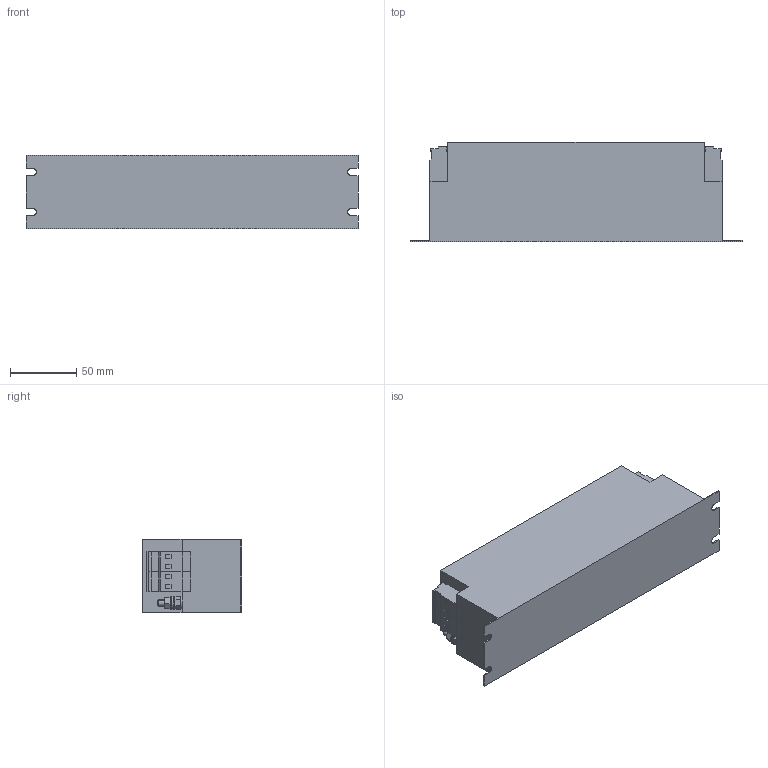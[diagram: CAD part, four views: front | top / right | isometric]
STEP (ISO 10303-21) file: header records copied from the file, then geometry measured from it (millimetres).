
FILE_DESCRIPTION (( 'STEP AP214' ), '1' );
FILE_NAME ('194594.STEP', '2020-05-28T22:42:52', ( '' ), ( '' ), 'SwSTEP 2.0', 'SolidWorks 2018', '' );
FILE_SCHEMA (( 'AUTOMOTIVE_DESIGN' ));
Length unit declared in the file: millimetre
Products named in the file (1): 194594
Bounding box: 250 x 75 x 55 mm (x, y, z)
Volume: 886186 mm3; surface area: 70314.8 mm2
Topology: 1 solids, 1 shells, 280 faces, 678 edges, 424 vertices
Faces by surface type: plane 172, cone 52, cylinder 48, torus 8
Entity records: 8376 total; most frequent: CARTESIAN_POINT 1879, ORIENTED_EDGE 1356, DIRECTION 1292, EDGE_CURVE 678, AXIS2_PLACEMENT_3D 445, VERTEX_POINT 424, LINE 402, VECTOR 402
